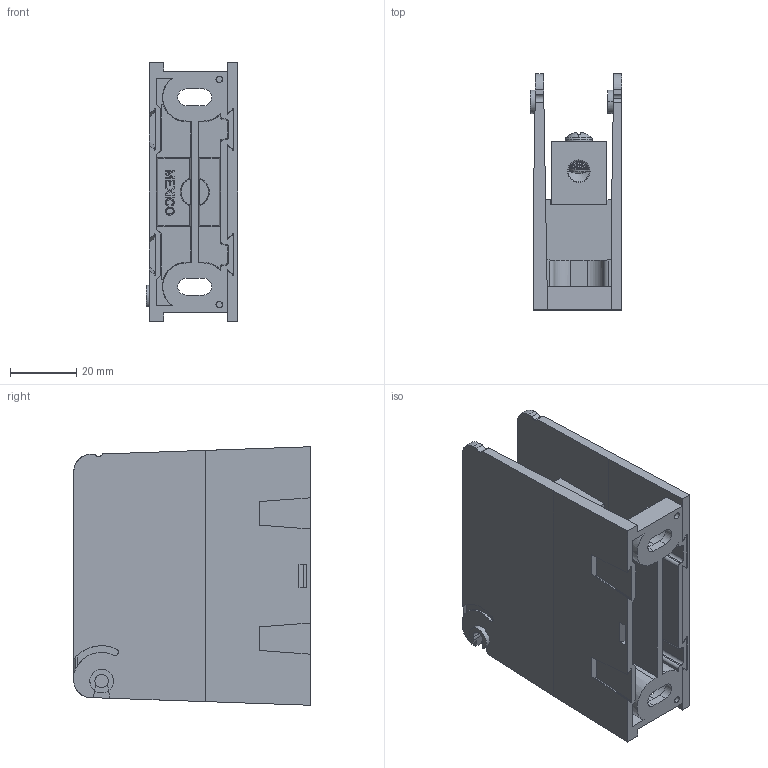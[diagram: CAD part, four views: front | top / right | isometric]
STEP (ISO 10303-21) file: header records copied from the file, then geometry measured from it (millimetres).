
FILE_DESCRIPTION (( 'STEP AP214' ), '1' );
FILE_NAME ('701923_1P_rev-.STEP', '2013-08-13T17:44:37', ( '' ), ( '' ), 'SwSTEP 2.0', 'SolidWorks 2013', '' );
FILE_SCHEMA (( 'AUTOMOTIVE_DESIGN' ));
Length unit declared in the file: inch
Products named in the file (1): 701923_1P_rev-
Bounding box: 27.54 x 71.37 x 78.11 mm (x, y, z)
Volume: 56203.5 mm3; surface area: 40306.3 mm2
Topology: 6 solids, 6 shells, 656 faces, 1727 edges, 1105 vertices
Faces by surface type: cylinder 232, plane 232, cone 125, bspline 59, sphere 6, torus 2
Entity records: 34631 total; most frequent: CARTESIAN_POINT 11203, ORIENTED_EDGE 3446, DIRECTION 2650, EDGE_CURVE 1723, VERTEX_POINT 1105, LINE 918, VECTOR 918, AXIS2_PLACEMENT_3D 866
